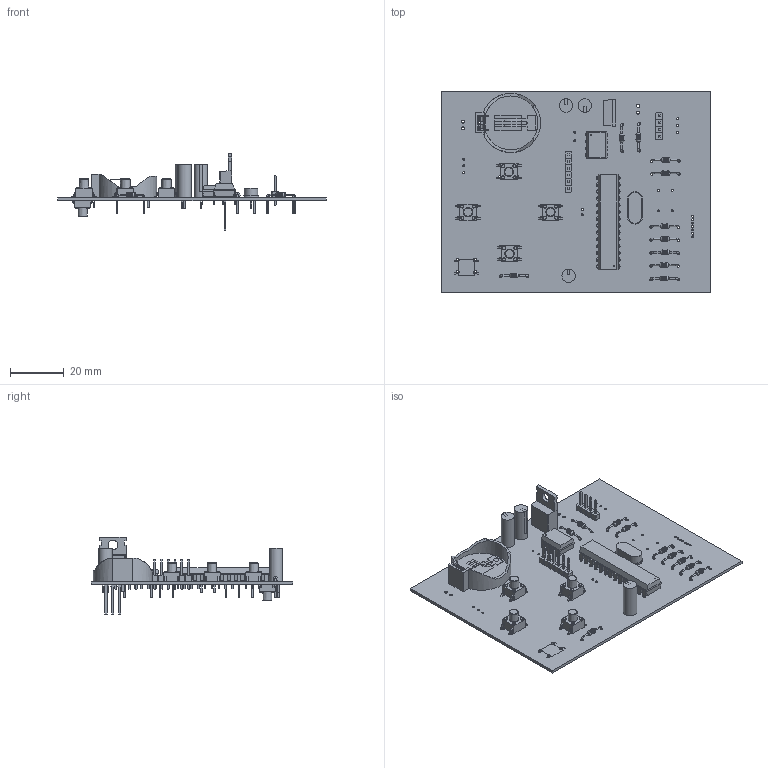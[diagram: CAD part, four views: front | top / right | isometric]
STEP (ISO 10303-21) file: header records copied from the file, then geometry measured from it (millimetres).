
FILE_DESCRIPTION(('Open CASCADE Model'),'2;1');
FILE_NAME('Open CASCADE Shape Model','2021-08-08T14:39:16',('Author'),( 'Open CASCADE'),'Open CASCADE STEP processor 6.8','Open CASCADE 6.8' ,'Unknown');
FILE_SCHEMA(('AUTOMOTIVE_DESIGN { 1 0 10303 214 1 1 1 1 }'));
Length unit declared in the file: millimetre
Products named in the file (19): PCB; Board; Open CASCADE STEP translator 6.8 1.1.1; Free-Models; 6pin_Header; 1_Male_Pin_2.54_mm; 0_25W_res; 6mm_TactileSwitch; 4pin_Header; CR2032_Holder; Open CASCADE STEP translator 6.8 1.2.18.1; Open CASCADE STEP translator 6.8 1.2.18.2; Open CASCADE STEP translator 6.8 1.2.18.3; 100nf; 16MHz_Crystal; DS1307; ATmega328PU; TO220
Assembly tree (41 placements, depth 4):
  PCB
    Board
      Open CASCADE STEP translator 6.8 1.1.1
    Free-Models
      6pin_Header
        1_Male_Pin_2.54_mm  x6
      0_25W_res  x10
      6mm_TactileSwitch  x5
      4pin_Header
        1_Male_Pin_2.54_mm  x4
      CR2032_Holder
        Open CASCADE STEP translator 6.8 1.2.18.1
        Open CASCADE STEP translator 6.8 1.2.18.2
        Open CASCADE STEP translator 6.8 1.2.18.3
      100nf  x3
      16MHz_Crystal
      DS1307
      ATmega328PU
      TO220
Bounding box: 100 x 75 x 28.74 mm (x, y, z)
Volume: 13258.3 mm3; surface area: 23279.5 mm2
Topology: 87 solids, 187 shells, 2580 faces, 5958 edges, 3901 vertices
Faces by surface type: plane 1891, cylinder 322, bspline 275, torus 85, cone 7
Full cylindrical faces by diameter (mm): 0.374 x2, 0.457 x2, 0.5 x40, 0.508 x6, 0.635 x2, 0.7 x9, 0.711 x4, 0.762 x6, 0.8 x8, 0.899 x20, 0.9 x40, 1 x2, 1.1 x10, 1.2 x23, 1.219 x20, 1.3 x2, 1.53 x30, 1.55 x40, 1.8 x20, 3.6 x1, 5.004 x3
Entity records: 44041 total; most frequent: CARTESIAN_POINT 8228, ORIENTED_EDGE 5598, DIRECTION 5158, EDGE_CURVE 2799, LINE 2076, VECTOR 2076, VERTEX_POINT 1839, AXIS2_PLACEMENT_3D 1541
